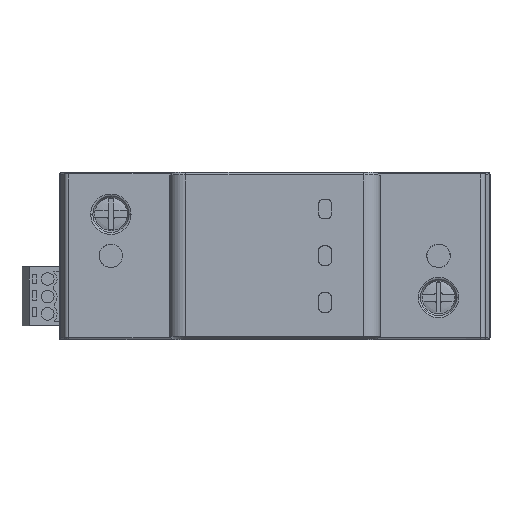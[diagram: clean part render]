
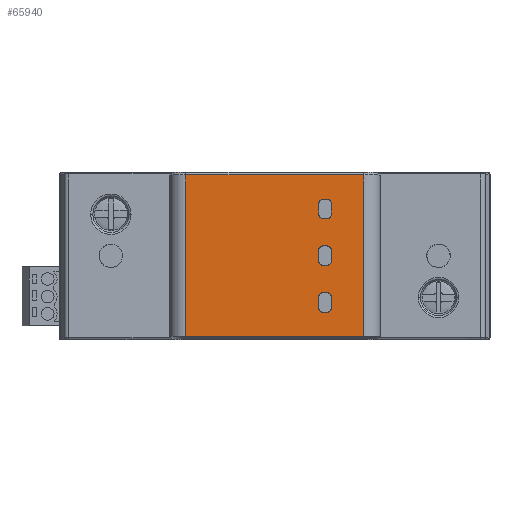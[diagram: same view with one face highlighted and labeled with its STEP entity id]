
A CAD part, top view. The second image highlights one B-rep face of the part: STEP entity #65940.
In plain terms, the highlighted planar face has unit normal (0, 0, 1).
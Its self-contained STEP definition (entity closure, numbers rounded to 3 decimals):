
#15677=DIRECTION('',(1.,0.,0.));
#15678=VECTOR('',#15677,38.);
#15679=CARTESIAN_POINT('',(26.,0.55,31.2));
#15680=LINE('',#15679,#15678);
#15831=DIRECTION('',(-1.,0.,0.));
#15832=VECTOR('',#15831,38.);
#15833=CARTESIAN_POINT('',(64.,35.05,31.2));
#15834=LINE('',#15833,#15832);
#15848=DIRECTION('',(0.,-1.,0.));
#15849=VECTOR('',#15848,34.5);
#15850=CARTESIAN_POINT('',(26.,35.05,31.2));
#15851=LINE('',#15850,#15849);
#15856=CARTESIAN_POINT('',(56.1,18.9,31.2));
#15857=DIRECTION('',(0.,0.,1.));
#15858=DIRECTION('',(1.,0.,0.));
#15859=AXIS2_PLACEMENT_3D('',#15856,#15857,#15858);
#15861=CARTESIAN_POINT('',(55.4,18.9,31.2));
#15862=DIRECTION('',(0.,0.,1.));
#15863=DIRECTION('',(0.,1.,0.));
#15864=AXIS2_PLACEMENT_3D('',#15861,#15862,#15863);
#15866=CARTESIAN_POINT('',(55.4,16.7,31.2));
#15867=DIRECTION('',(0.,0.,1.));
#15868=DIRECTION('',(-1.,0.,0.));
#15869=AXIS2_PLACEMENT_3D('',#15866,#15867,#15868);
#15871=CARTESIAN_POINT('',(56.1,16.7,31.2));
#15872=DIRECTION('',(0.,0.,1.));
#15873=DIRECTION('',(0.,-1.,0.));
#15874=AXIS2_PLACEMENT_3D('',#15871,#15872,#15873);
#15876=CARTESIAN_POINT('',(56.1,28.9,31.2));
#15877=DIRECTION('',(0.,0.,1.));
#15878=DIRECTION('',(1.,0.,0.));
#15879=AXIS2_PLACEMENT_3D('',#15876,#15877,#15878);
#15881=CARTESIAN_POINT('',(55.4,28.9,31.2));
#15882=DIRECTION('',(0.,0.,1.));
#15883=DIRECTION('',(0.,1.,0.));
#15884=AXIS2_PLACEMENT_3D('',#15881,#15882,#15883);
#15886=CARTESIAN_POINT('',(55.4,26.7,31.2));
#15887=DIRECTION('',(0.,0.,1.));
#15888=DIRECTION('',(-1.,0.,0.));
#15889=AXIS2_PLACEMENT_3D('',#15886,#15887,#15888);
#15891=CARTESIAN_POINT('',(56.1,26.7,31.2));
#15892=DIRECTION('',(0.,0.,1.));
#15893=DIRECTION('',(0.,-1.,0.));
#15894=AXIS2_PLACEMENT_3D('',#15891,#15892,#15893);
#15896=CARTESIAN_POINT('',(56.1,8.9,31.2));
#15897=DIRECTION('',(0.,0.,1.));
#15898=DIRECTION('',(1.,0.,0.));
#15899=AXIS2_PLACEMENT_3D('',#15896,#15897,#15898);
#15901=CARTESIAN_POINT('',(55.4,8.9,31.2));
#15902=DIRECTION('',(0.,0.,1.));
#15903=DIRECTION('',(0.,1.,0.));
#15904=AXIS2_PLACEMENT_3D('',#15901,#15902,#15903);
#15906=CARTESIAN_POINT('',(55.4,6.7,31.2));
#15907=DIRECTION('',(0.,0.,1.));
#15908=DIRECTION('',(-1.,0.,0.));
#15909=AXIS2_PLACEMENT_3D('',#15906,#15907,#15908);
#15911=CARTESIAN_POINT('',(56.1,6.7,31.2));
#15912=DIRECTION('',(0.,0.,1.));
#15913=DIRECTION('',(0.,-1.,0.));
#15914=AXIS2_PLACEMENT_3D('',#15911,#15912,#15913);
#15920=DIRECTION('',(0.,1.,0.));
#15921=VECTOR('',#15920,34.5);
#15922=CARTESIAN_POINT('',(64.,0.55,31.2));
#15923=LINE('',#15922,#15921);
#15932=DIRECTION('',(0.,-1.,0.));
#15933=VECTOR('',#15932,2.2);
#15934=CARTESIAN_POINT('',(57.1,18.9,31.2));
#15935=LINE('',#15934,#15933);
#15963=DIRECTION('',(-1.,0.,0.));
#15964=VECTOR('',#15963,0.7);
#15965=CARTESIAN_POINT('',(56.1,15.7,31.2));
#15966=LINE('',#15965,#15964);
#15994=DIRECTION('',(0.,1.,0.));
#15995=VECTOR('',#15994,2.2);
#15996=CARTESIAN_POINT('',(54.4,16.7,31.2));
#15997=LINE('',#15996,#15995);
#16025=DIRECTION('',(1.,0.,0.));
#16026=VECTOR('',#16025,0.7);
#16027=CARTESIAN_POINT('',(55.4,19.9,31.2));
#16028=LINE('',#16027,#16026);
#16092=DIRECTION('',(0.,-1.,0.));
#16093=VECTOR('',#16092,2.2);
#16094=CARTESIAN_POINT('',(57.1,28.9,31.2));
#16095=LINE('',#16094,#16093);
#16123=DIRECTION('',(-1.,0.,0.));
#16124=VECTOR('',#16123,0.7);
#16125=CARTESIAN_POINT('',(56.1,25.7,31.2));
#16126=LINE('',#16125,#16124);
#16154=DIRECTION('',(0.,1.,0.));
#16155=VECTOR('',#16154,2.2);
#16156=CARTESIAN_POINT('',(54.4,26.7,31.2));
#16157=LINE('',#16156,#16155);
#16185=DIRECTION('',(1.,0.,0.));
#16186=VECTOR('',#16185,0.7);
#16187=CARTESIAN_POINT('',(55.4,29.9,31.2));
#16188=LINE('',#16187,#16186);
#16252=DIRECTION('',(0.,-1.,0.));
#16253=VECTOR('',#16252,2.2);
#16254=CARTESIAN_POINT('',(57.1,8.9,31.2));
#16255=LINE('',#16254,#16253);
#16283=DIRECTION('',(-1.,0.,0.));
#16284=VECTOR('',#16283,0.7);
#16285=CARTESIAN_POINT('',(56.1,5.7,31.2));
#16286=LINE('',#16285,#16284);
#16314=DIRECTION('',(0.,1.,0.));
#16315=VECTOR('',#16314,2.2);
#16316=CARTESIAN_POINT('',(54.4,6.7,31.2));
#16317=LINE('',#16316,#16315);
#16345=DIRECTION('',(1.,0.,0.));
#16346=VECTOR('',#16345,0.7);
#16347=CARTESIAN_POINT('',(55.4,9.9,31.2));
#16348=LINE('',#16347,#16346);
#41249=CARTESIAN_POINT('',(64.,35.05,31.2));
#41250=VERTEX_POINT('',#41249);
#41251=CARTESIAN_POINT('',(26.,35.05,31.2));
#41252=VERTEX_POINT('',#41251);
#41281=CARTESIAN_POINT('',(26.,0.55,31.2));
#41282=VERTEX_POINT('',#41281);
#41283=CARTESIAN_POINT('',(64.,0.55,31.2));
#41284=VERTEX_POINT('',#41283);
#41285=CARTESIAN_POINT('',(57.1,18.9,31.2));
#41286=CARTESIAN_POINT('',(57.1,16.7,31.2));
#41287=VERTEX_POINT('',#41285);
#41288=VERTEX_POINT('',#41286);
#41289=CARTESIAN_POINT('',(56.1,19.9,31.2));
#41290=VERTEX_POINT('',#41289);
#41291=CARTESIAN_POINT('',(55.4,19.9,31.2));
#41292=VERTEX_POINT('',#41291);
#41293=CARTESIAN_POINT('',(54.4,18.9,31.2));
#41294=VERTEX_POINT('',#41293);
#41295=CARTESIAN_POINT('',(54.4,16.7,31.2));
#41296=VERTEX_POINT('',#41295);
#41297=CARTESIAN_POINT('',(55.4,15.7,31.2));
#41298=VERTEX_POINT('',#41297);
#41299=CARTESIAN_POINT('',(56.1,15.7,31.2));
#41300=VERTEX_POINT('',#41299);
#41301=CARTESIAN_POINT('',(57.1,28.9,31.2));
#41302=CARTESIAN_POINT('',(57.1,26.7,31.2));
#41303=VERTEX_POINT('',#41301);
#41304=VERTEX_POINT('',#41302);
#41305=CARTESIAN_POINT('',(56.1,29.9,31.2));
#41306=VERTEX_POINT('',#41305);
#41307=CARTESIAN_POINT('',(55.4,29.9,31.2));
#41308=VERTEX_POINT('',#41307);
#41309=CARTESIAN_POINT('',(54.4,28.9,31.2));
#41310=VERTEX_POINT('',#41309);
#41311=CARTESIAN_POINT('',(54.4,26.7,31.2));
#41312=VERTEX_POINT('',#41311);
#41313=CARTESIAN_POINT('',(55.4,25.7,31.2));
#41314=VERTEX_POINT('',#41313);
#41315=CARTESIAN_POINT('',(56.1,25.7,31.2));
#41316=VERTEX_POINT('',#41315);
#41317=CARTESIAN_POINT('',(57.1,8.9,31.2));
#41318=CARTESIAN_POINT('',(57.1,6.7,31.2));
#41319=VERTEX_POINT('',#41317);
#41320=VERTEX_POINT('',#41318);
#41321=CARTESIAN_POINT('',(56.1,9.9,31.2));
#41322=VERTEX_POINT('',#41321);
#41323=CARTESIAN_POINT('',(55.4,9.9,31.2));
#41324=VERTEX_POINT('',#41323);
#41325=CARTESIAN_POINT('',(54.4,8.9,31.2));
#41326=VERTEX_POINT('',#41325);
#41327=CARTESIAN_POINT('',(54.4,6.7,31.2));
#41328=VERTEX_POINT('',#41327);
#41329=CARTESIAN_POINT('',(55.4,5.7,31.2));
#41330=VERTEX_POINT('',#41329);
#41331=CARTESIAN_POINT('',(56.1,5.7,31.2));
#41332=VERTEX_POINT('',#41331);
#65874=CARTESIAN_POINT('',(45.,17.8,31.2));
#65875=DIRECTION('',(0.,0.,1.));
#65876=DIRECTION('',(1.,0.,0.));
#65877=AXIS2_PLACEMENT_3D('',#65874,#65875,#65876);
#65878=PLANE('',#65877);
#65880=ORIENTED_EDGE('',*,*,#65879,.F.);
#65881=ORIENTED_EDGE('',*,*,#65674,.F.);
#65882=ORIENTED_EDGE('',*,*,#65866,.F.);
#65883=ORIENTED_EDGE('',*,*,#65843,.F.);
#65884=EDGE_LOOP('',(#65880,#65881,#65882,#65883));
#65885=FACE_OUTER_BOUND('',#65884,.F.);
#65887=ORIENTED_EDGE('',*,*,#65886,.F.);
#65889=ORIENTED_EDGE('',*,*,#65888,.T.);
#65891=ORIENTED_EDGE('',*,*,#65890,.F.);
#65893=ORIENTED_EDGE('',*,*,#65892,.T.);
#65895=ORIENTED_EDGE('',*,*,#65894,.F.);
#65897=ORIENTED_EDGE('',*,*,#65896,.T.);
#65899=ORIENTED_EDGE('',*,*,#65898,.F.);
#65901=ORIENTED_EDGE('',*,*,#65900,.T.);
#65902=EDGE_LOOP('',(#65887,#65889,#65891,#65893,#65895,#65897,#65899,#65901));
#65903=FACE_BOUND('',#65902,.F.);
#65905=ORIENTED_EDGE('',*,*,#65904,.F.);
#65907=ORIENTED_EDGE('',*,*,#65906,.T.);
#65909=ORIENTED_EDGE('',*,*,#65908,.F.);
#65911=ORIENTED_EDGE('',*,*,#65910,.T.);
#65913=ORIENTED_EDGE('',*,*,#65912,.F.);
#65915=ORIENTED_EDGE('',*,*,#65914,.T.);
#65917=ORIENTED_EDGE('',*,*,#65916,.F.);
#65919=ORIENTED_EDGE('',*,*,#65918,.T.);
#65920=EDGE_LOOP('',(#65905,#65907,#65909,#65911,#65913,#65915,#65917,#65919));
#65921=FACE_BOUND('',#65920,.F.);
#65923=ORIENTED_EDGE('',*,*,#65922,.F.);
#65925=ORIENTED_EDGE('',*,*,#65924,.T.);
#65927=ORIENTED_EDGE('',*,*,#65926,.F.);
#65929=ORIENTED_EDGE('',*,*,#65928,.T.);
#65931=ORIENTED_EDGE('',*,*,#65930,.F.);
#65933=ORIENTED_EDGE('',*,*,#65932,.T.);
#65935=ORIENTED_EDGE('',*,*,#65934,.F.);
#65937=ORIENTED_EDGE('',*,*,#65936,.T.);
#65938=EDGE_LOOP('',(#65923,#65925,#65927,#65929,#65931,#65933,#65935,#65937));
#65939=FACE_BOUND('',#65938,.F.);
#65940=ADVANCED_FACE('',(#65885,#65903,#65921,#65939),#65878,.T.);
#15860=CIRCLE('',#15859,1.);
#15865=CIRCLE('',#15864,1.);
#15870=CIRCLE('',#15869,1.);
#15875=CIRCLE('',#15874,1.);
#15880=CIRCLE('',#15879,1.);
#15885=CIRCLE('',#15884,1.);
#15890=CIRCLE('',#15889,1.);
#15895=CIRCLE('',#15894,1.);
#15900=CIRCLE('',#15899,1.);
#15905=CIRCLE('',#15904,1.);
#15910=CIRCLE('',#15909,1.);
#15915=CIRCLE('',#15914,1.);
#65674=EDGE_CURVE('',#41282,#41284,#15680,.T.);
#65843=EDGE_CURVE('',#41250,#41252,#15834,.T.);
#65866=EDGE_CURVE('',#41252,#41282,#15851,.T.);
#65879=EDGE_CURVE('',#41284,#41250,#15923,.T.);
#65886=EDGE_CURVE('',#41287,#41288,#15935,.T.);
#65888=EDGE_CURVE('',#41287,#41290,#15860,.T.);
#65890=EDGE_CURVE('',#41292,#41290,#16028,.T.);
#65892=EDGE_CURVE('',#41292,#41294,#15865,.T.);
#65894=EDGE_CURVE('',#41296,#41294,#15997,.T.);
#65896=EDGE_CURVE('',#41296,#41298,#15870,.T.);
#65898=EDGE_CURVE('',#41300,#41298,#15966,.T.);
#65900=EDGE_CURVE('',#41300,#41288,#15875,.T.);
#65904=EDGE_CURVE('',#41303,#41304,#16095,.T.);
#65906=EDGE_CURVE('',#41303,#41306,#15880,.T.);
#65908=EDGE_CURVE('',#41308,#41306,#16188,.T.);
#65910=EDGE_CURVE('',#41308,#41310,#15885,.T.);
#65912=EDGE_CURVE('',#41312,#41310,#16157,.T.);
#65914=EDGE_CURVE('',#41312,#41314,#15890,.T.);
#65916=EDGE_CURVE('',#41316,#41314,#16126,.T.);
#65918=EDGE_CURVE('',#41316,#41304,#15895,.T.);
#65922=EDGE_CURVE('',#41319,#41320,#16255,.T.);
#65924=EDGE_CURVE('',#41319,#41322,#15900,.T.);
#65926=EDGE_CURVE('',#41324,#41322,#16348,.T.);
#65928=EDGE_CURVE('',#41324,#41326,#15905,.T.);
#65930=EDGE_CURVE('',#41328,#41326,#16317,.T.);
#65932=EDGE_CURVE('',#41328,#41330,#15910,.T.);
#65934=EDGE_CURVE('',#41332,#41330,#16286,.T.);
#65936=EDGE_CURVE('',#41332,#41320,#15915,.T.);
